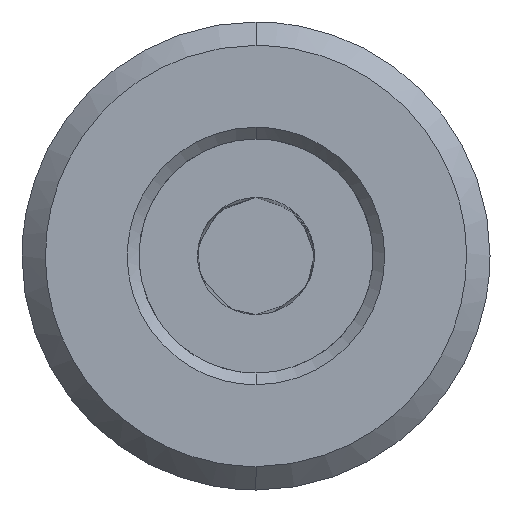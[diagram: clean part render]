
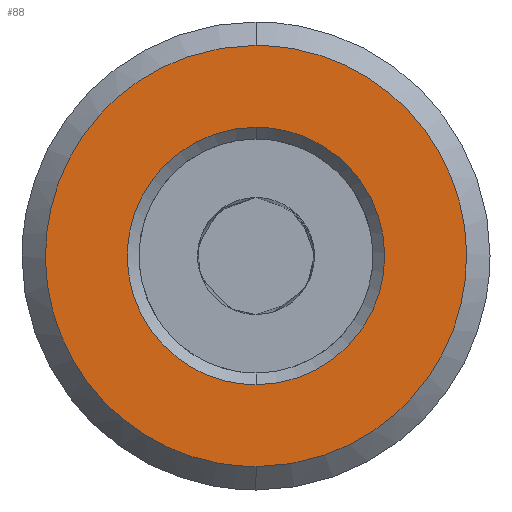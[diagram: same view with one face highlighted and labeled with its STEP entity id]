
A CAD part, left-side view. The second image highlights one B-rep face of the part: STEP entity #88.
In plain terms, the highlighted free-form (B-spline) face has degree [1, 1] with [2, 2] control points.
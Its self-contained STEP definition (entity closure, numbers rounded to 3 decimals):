
#8 = CARTESIAN_POINT ( 'NONE',  ( 16.931, -27.598, -18.216 ) ) ;
#47 = CARTESIAN_POINT ( 'NONE',  ( 16.931, -9.382, -18. ) ) ;
#50 = VERTEX_POINT ( 'NONE', #913 ) ;
#88 = ADVANCED_FACE ( 'NONE', ( #1682, #2248 ), #1308, .F. ) ;
#101 = CARTESIAN_POINT ( 'NONE',  ( 16.931, -2.938, 11. ) ) ;
#111 = CARTESIAN_POINT ( 'NONE',  ( 16.931, -11.74, 18. ) ) ;
#118 = CARTESIAN_POINT ( 'NONE',  ( 16.931, 8.151, -4.71 ) ) ;
#129 = CARTESIAN_POINT ( 'NONE',  ( 16.931, 1.679, -14.395 ) ) ;
#168 = CARTESIAN_POINT ( 'NONE',  ( 16.931, -9.382, 18. ) ) ;
#289 = CARTESIAN_POINT ( 'NONE',  ( 16.931, -25.109, 9.067 ) ) ;
#294 = CARTESIAN_POINT ( 'NONE',  ( 16.931, 6.346, 9.067 ) ) ;
#311 = VERTEX_POINT ( 'NONE', #389 ) ;
#350 = EDGE_LOOP ( 'NONE', ( #2071, #1036 ) ) ;
#362 = CARTESIAN_POINT ( 'NONE',  ( 16.931, 8.834, -18.216 ) ) ;
#389 = CARTESIAN_POINT ( 'NONE',  ( 16.931, -9.382, 11. ) ) ;
#439 = B_SPLINE_CURVE_WITH_KNOTS ( 'NONE', 3,
 ( #2189, #1623, #846, #633, #469, #2371, #1046, #1386, #1600, #660, #670, #289, #1824, #456, #1225, #1422, #111, #866 ),
 .UNSPECIFIED., .F., .F.,
 ( 4, 2, 2, 2, 2, 2, 2, 2, 4 ),
 ( 0., 0.393, 0.785, 1.178, 1.571, 1.963, 2.356, 2.749, 3.142 ),
 .UNSPECIFIED. ) ;
#456 = CARTESIAN_POINT ( 'NONE',  ( 16.931, -20.442, 14.395 ) ) ;
#469 = CARTESIAN_POINT ( 'NONE',  ( 16.931, -20.442, -14.395 ) ) ;
#472 = CARTESIAN_POINT ( 'NONE',  ( 16.931, -9.382, -11. ) ) ;
#495 = CARTESIAN_POINT ( 'NONE',  ( 16.931, 5.014, -11.061 ) ) ;
#538 = CARTESIAN_POINT ( 'NONE',  ( 16.931, 8.834, 18.216 ) ) ;
#572 = EDGE_CURVE ( 'NONE', #1688, #2230, #1251, .T. ) ;
#633 = CARTESIAN_POINT ( 'NONE',  ( 16.931, -18.448, -15.727 ) ) ;
#641 = CARTESIAN_POINT ( 'NONE',  ( 16.931, -9.382, -18. ) ) ;
#660 = CARTESIAN_POINT ( 'NONE',  ( 16.931, -27.382, 2.358 ) ) ;
#670 = CARTESIAN_POINT ( 'NONE',  ( 16.931, -26.914, 4.71 ) ) ;
#684 = CARTESIAN_POINT ( 'NONE',  ( 16.931, 5.014, 11.061 ) ) ;
#712 = EDGE_LOOP ( 'NONE', ( #1376, #1112 ) ) ;
#768 = EDGE_CURVE ( 'NONE', #50, #311, #1418, .T. ) ;
#846 = CARTESIAN_POINT ( 'NONE',  ( 16.931, -14.091, -17.532 ) ) ;
#852 = CARTESIAN_POINT ( 'NONE',  ( 16.931, 6.346, -9.067 ) ) ;
#856 = CARTESIAN_POINT ( 'NONE',  ( 16.931, 1.618, 6.444 ) ) ;
#866 = CARTESIAN_POINT ( 'NONE',  ( 16.931, -9.382, 18. ) ) ;
#885 = CARTESIAN_POINT ( 'NONE',  ( 16.931, -31.382, -11. ) ) ;
#913 = CARTESIAN_POINT ( 'NONE',  ( 16.931, -9.382, -11. ) ) ;
#1036 = ORIENTED_EDGE ( 'NONE', *, *, #2096, .T. ) ;
#1046 = CARTESIAN_POINT ( 'NONE',  ( 16.931, -25.109, -9.067 ) ) ;
#1050 = CARTESIAN_POINT ( 'NONE',  ( 16.931, -31.382, 11. ) ) ;
#1060 = CARTESIAN_POINT ( 'NONE',  ( 16.931, -9.382, 11. ) ) ;
#1072 = CARTESIAN_POINT ( 'NONE',  ( 16.931, 8.618, -2.358 ) ) ;
#1112 = ORIENTED_EDGE ( 'NONE', *, *, #768, .F. ) ;
#1214 = CARTESIAN_POINT ( 'NONE',  ( 16.931, 1.618, -6.444 ) ) ;
#1225 = CARTESIAN_POINT ( 'NONE',  ( 16.931, -18.448, 15.727 ) ) ;
#1251 = B_SPLINE_CURVE_WITH_KNOTS ( 'NONE', 3,
 ( #2210, #2013, #1619, #1404, #2397, #684, #294, #1985, #1828, #1072, #118, #852, #495, #129, #1594, #2353, #2377, #641 ),
 .UNSPECIFIED., .F., .F.,
 ( 4, 2, 2, 2, 2, 2, 2, 2, 4 ),
 ( 0., 0.393, 0.785, 1.178, 1.571, 1.963, 2.356, 2.749, 3.142 ),
 .UNSPECIFIED. ) ;
#1308 = B_SPLINE_SURFACE_WITH_KNOTS ( 'NONE', 1, 1, ( 
 ( #8, #1504 ),
 ( #362, #538 ) ),
 .UNSPECIFIED., .F., .F., .F.,
 ( 2, 2 ),
 ( 2, 2 ),
 ( 0., 1. ),
 ( 0., 1. ),
 .UNSPECIFIED. ) ;
#1376 = ORIENTED_EDGE ( 'NONE', *, *, #2117, .F. ) ;
#1386 = CARTESIAN_POINT ( 'NONE',  ( 16.931, -26.914, -4.71 ) ) ;
#1404 = CARTESIAN_POINT ( 'NONE',  ( 16.931, -0.315, 15.727 ) ) ;
#1418 =( BOUNDED_CURVE ( )  B_SPLINE_CURVE ( 3, ( #472, #885, #1050, #1060 ),
 .UNSPECIFIED., .F., .T. ) 
 B_SPLINE_CURVE_WITH_KNOTS ( ( 4, 4 ),
 ( -3.142, 0. ),
 .UNSPECIFIED. ) 
 CURVE ( )  GEOMETRIC_REPRESENTATION_ITEM ( )  RATIONAL_B_SPLINE_CURVE ( ( 1., 0.333, 0.333, 1. ) ) 
 REPRESENTATION_ITEM ( '' )  );
#1422 = CARTESIAN_POINT ( 'NONE',  ( 16.931, -14.091, 17.532 ) ) ;
#1504 = CARTESIAN_POINT ( 'NONE',  ( 16.931, -27.598, 18.216 ) ) ;
#1528 =( BOUNDED_CURVE ( )  B_SPLINE_CURVE ( 3, ( #2178, #101, #856, #2333, #1214, #1978, #2146 ),
 .UNSPECIFIED., .F., .T. ) 
 B_SPLINE_CURVE_WITH_KNOTS ( ( 4, 3, 4 ),
 ( -3.142, -1.571, 0. ),
 .UNSPECIFIED. ) 
 CURVE ( )  GEOMETRIC_REPRESENTATION_ITEM ( )  RATIONAL_B_SPLINE_CURVE ( ( 1., 0.805, 0.805, 1., 0.805, 0.805, 1. ) ) 
 REPRESENTATION_ITEM ( '' )  );
#1594 = CARTESIAN_POINT ( 'NONE',  ( 16.931, -0.315, -15.727 ) ) ;
#1600 = CARTESIAN_POINT ( 'NONE',  ( 16.931, -27.382, -2.358 ) ) ;
#1619 = CARTESIAN_POINT ( 'NONE',  ( 16.931, -4.672, 17.532 ) ) ;
#1623 = CARTESIAN_POINT ( 'NONE',  ( 16.931, -11.74, -18. ) ) ;
#1682 = FACE_BOUND ( 'NONE', #712, .T. ) ;
#1688 = VERTEX_POINT ( 'NONE', #168 ) ;
#1824 = CARTESIAN_POINT ( 'NONE',  ( 16.931, -23.777, 11.061 ) ) ;
#1828 = CARTESIAN_POINT ( 'NONE',  ( 16.931, 8.618, 2.358 ) ) ;
#1978 = CARTESIAN_POINT ( 'NONE',  ( 16.931, -2.938, -11. ) ) ;
#1985 = CARTESIAN_POINT ( 'NONE',  ( 16.931, 8.151, 4.71 ) ) ;
#2013 = CARTESIAN_POINT ( 'NONE',  ( 16.931, -7.023, 18. ) ) ;
#2071 = ORIENTED_EDGE ( 'NONE', *, *, #572, .T. ) ;
#2096 = EDGE_CURVE ( 'NONE', #2230, #1688, #439, .T. ) ;
#2117 = EDGE_CURVE ( 'NONE', #311, #50, #1528, .T. ) ;
#2146 = CARTESIAN_POINT ( 'NONE',  ( 16.931, -9.382, -11. ) ) ;
#2178 = CARTESIAN_POINT ( 'NONE',  ( 16.931, -9.382, 11. ) ) ;
#2189 = CARTESIAN_POINT ( 'NONE',  ( 16.931, -9.382, -18. ) ) ;
#2210 = CARTESIAN_POINT ( 'NONE',  ( 16.931, -9.382, 18. ) ) ;
#2230 = VERTEX_POINT ( 'NONE', #47 ) ;
#2248 = FACE_OUTER_BOUND ( 'NONE', #350, .T. ) ;
#2333 = CARTESIAN_POINT ( 'NONE',  ( 16.931, 1.618, 0. ) ) ;
#2353 = CARTESIAN_POINT ( 'NONE',  ( 16.931, -4.672, -17.532 ) ) ;
#2371 = CARTESIAN_POINT ( 'NONE',  ( 16.931, -23.777, -11.061 ) ) ;
#2377 = CARTESIAN_POINT ( 'NONE',  ( 16.931, -7.023, -18. ) ) ;
#2397 = CARTESIAN_POINT ( 'NONE',  ( 16.931, 1.679, 14.395 ) ) ;
